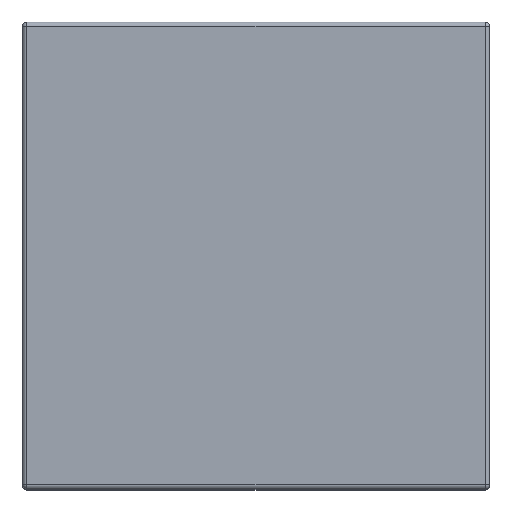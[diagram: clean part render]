
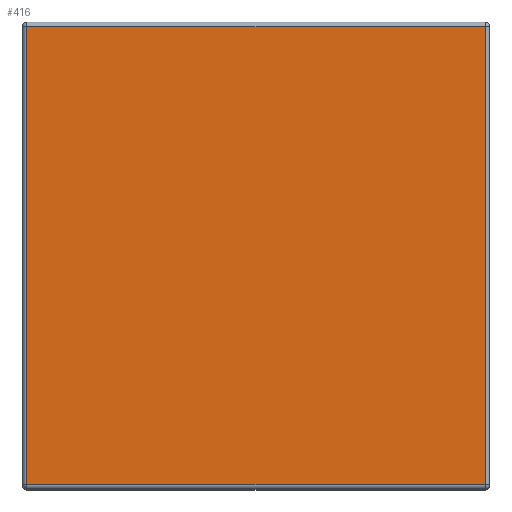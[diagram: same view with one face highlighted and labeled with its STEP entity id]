
A CAD part, top view. The second image highlights one B-rep face of the part: STEP entity #416.
In plain terms, the highlighted planar face has unit normal (0, 0, 1).
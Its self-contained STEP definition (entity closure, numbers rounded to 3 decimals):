
#204 = VERTEX_POINT('',#205);
#205 = CARTESIAN_POINT('',(22.61,2.29,16.4));
#212 = EDGE_CURVE('',#204,#213,#215,.T.);
#213 = VERTEX_POINT('',#214);
#214 = CARTESIAN_POINT('',(22.61,-22.61,16.4));
#215 = LINE('',#216,#217);
#216 = CARTESIAN_POINT('',(22.61,2.29,16.4));
#217 = VECTOR('',#218,1.);
#218 = DIRECTION('',(0.,-1.,0.));
#416 = ADVANCED_FACE('',(#417),#442,.F.);
#417 = FACE_BOUND('',#418,.F.);
#418 = EDGE_LOOP('',(#419,#427,#428,#436));
#419 = ORIENTED_EDGE('',*,*,#420,.T.);
#420 = EDGE_CURVE('',#421,#204,#423,.T.);
#421 = VERTEX_POINT('',#422);
#422 = CARTESIAN_POINT('',(-2.29,2.29,16.4));
#423 = LINE('',#424,#425);
#424 = CARTESIAN_POINT('',(-2.29,2.29,16.4));
#425 = VECTOR('',#426,1.);
#426 = DIRECTION('',(1.,0.,0.));
#427 = ORIENTED_EDGE('',*,*,#212,.T.);
#428 = ORIENTED_EDGE('',*,*,#429,.T.);
#429 = EDGE_CURVE('',#213,#430,#432,.T.);
#430 = VERTEX_POINT('',#431);
#431 = CARTESIAN_POINT('',(-2.29,-22.61,16.4));
#432 = LINE('',#433,#434);
#433 = CARTESIAN_POINT('',(22.61,-22.61,16.4));
#434 = VECTOR('',#435,1.);
#435 = DIRECTION('',(-1.,0.,0.));
#436 = ORIENTED_EDGE('',*,*,#437,.T.);
#437 = EDGE_CURVE('',#430,#421,#438,.T.);
#438 = LINE('',#439,#440);
#439 = CARTESIAN_POINT('',(-2.29,-22.61,16.4));
#440 = VECTOR('',#441,1.);
#441 = DIRECTION('',(0.,1.,0.));
#442 = PLANE('',#443);
#443 = AXIS2_PLACEMENT_3D('',#444,#445,#446);
#444 = CARTESIAN_POINT('',(10.16,-10.16,16.4));
#445 = DIRECTION('',(0.,0.,-1.));
#446 = DIRECTION('',(-1.,0.,0.));
